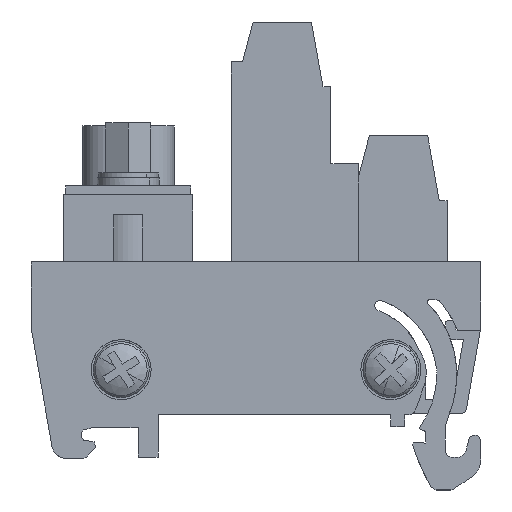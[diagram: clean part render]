
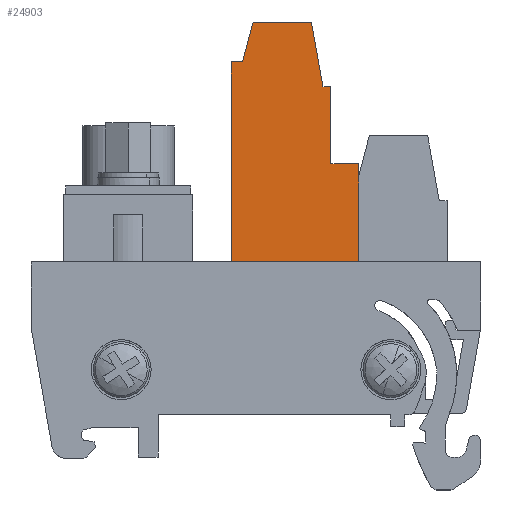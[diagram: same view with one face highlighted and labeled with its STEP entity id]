
A CAD part, left-side view. The second image highlights one B-rep face of the part: STEP entity #24903.
In plain terms, the highlighted planar face has unit normal (-1, 0, 0).
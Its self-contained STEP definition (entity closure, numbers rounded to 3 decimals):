
#24837=AXIS2_PLACEMENT_3D('Plane Axis2P3D',#24834,#24835,#24836) ;
#21183=CARTESIAN_POINT('Vertex',(5.,-20.,21.649)) ;
#21225=CARTESIAN_POINT('Vertex',(5.,-32.79,21.649)) ;
#21228=CARTESIAN_POINT('Line Origine',(5.,-26.395,21.649)) ;
#23762=CARTESIAN_POINT('Line Origine',(5.,-30.,36.499)) ;
#23766=CARTESIAN_POINT('Vertex',(5.,-30.,40.349)) ;
#23768=CARTESIAN_POINT('Vertex',(5.,-30.,32.649)) ;
#24834=CARTESIAN_POINT('Axis2P3D Location',(5.,-20.,21.649)) ;
#24839=CARTESIAN_POINT('Line Origine',(5.,-32.79,27.149)) ;
#24843=CARTESIAN_POINT('Vertex',(5.,-32.79,32.649)) ;
#24846=CARTESIAN_POINT('Line Origine',(5.,-31.395,32.649)) ;
#24851=CARTESIAN_POINT('Line Origine',(5.,-29.6,40.349)) ;
#24855=CARTESIAN_POINT('Vertex',(5.,-29.2,40.349)) ;
#24858=CARTESIAN_POINT('Line Origine',(5.,-28.625,43.599)) ;
#24862=CARTESIAN_POINT('Vertex',(5.,-28.05,46.849)) ;
#24865=CARTESIAN_POINT('Line Origine',(5.,-25.125,46.849)) ;
#24869=CARTESIAN_POINT('Vertex',(5.,-22.2,46.849)) ;
#24872=CARTESIAN_POINT('Line Origine',(5.,-21.675,44.849)) ;
#24876=CARTESIAN_POINT('Vertex',(5.,-21.15,42.849)) ;
#24879=CARTESIAN_POINT('Line Origine',(5.,-20.575,42.849)) ;
#24883=CARTESIAN_POINT('Vertex',(5.,-20.,42.849)) ;
#24886=CARTESIAN_POINT('Line Origine',(5.,-20.,32.249)) ;
#21229=DIRECTION('Vector Direction',(0.,1.,0.)) ;
#23763=DIRECTION('Vector Direction',(0.,0.,-1.)) ;
#24835=DIRECTION('Axis2P3D Direction',(1.,-0.,0.)) ;
#24836=DIRECTION('Axis2P3D XDirection',(0.,0.,-1.)) ;
#24840=DIRECTION('Vector Direction',(0.,0.,1.)) ;
#24847=DIRECTION('Vector Direction',(0.,-1.,0.)) ;
#24852=DIRECTION('Vector Direction',(0.,-1.,0.)) ;
#24859=DIRECTION('Vector Direction',(0.,-0.174,-0.985)) ;
#24866=DIRECTION('Vector Direction',(0.,1.,0.)) ;
#24873=DIRECTION('Vector Direction',(0.,-0.254,0.967)) ;
#24880=DIRECTION('Vector Direction',(0.,-1.,0.)) ;
#24887=DIRECTION('Vector Direction',(0.,0.,1.)) ;
#21230=VECTOR('Line Direction',#21229,1.) ;
#23764=VECTOR('Line Direction',#23763,1.) ;
#24841=VECTOR('Line Direction',#24840,1.) ;
#24848=VECTOR('Line Direction',#24847,1.) ;
#24853=VECTOR('Line Direction',#24852,1.) ;
#24860=VECTOR('Line Direction',#24859,1.) ;
#24867=VECTOR('Line Direction',#24866,1.) ;
#24874=VECTOR('Line Direction',#24873,1.) ;
#24881=VECTOR('Line Direction',#24880,1.) ;
#24888=VECTOR('Line Direction',#24887,1.) ;
#24892=ORIENTED_EDGE('',*,*,#24845,.T.) ;
#24893=ORIENTED_EDGE('',*,*,#24850,.F.) ;
#24894=ORIENTED_EDGE('',*,*,#23770,.F.) ;
#24895=ORIENTED_EDGE('',*,*,#24857,.F.) ;
#24896=ORIENTED_EDGE('',*,*,#24864,.F.) ;
#24897=ORIENTED_EDGE('',*,*,#24871,.T.) ;
#24898=ORIENTED_EDGE('',*,*,#24878,.F.) ;
#24899=ORIENTED_EDGE('',*,*,#24885,.F.) ;
#24900=ORIENTED_EDGE('',*,*,#24890,.F.) ;
#24901=ORIENTED_EDGE('',*,*,#21232,.F.) ;
#24903=ADVANCED_FACE('NONE',(#24902),#24838,.F.) ;
#21232=EDGE_CURVE('',#21226,#21184,#21231,.T.) ;
#23770=EDGE_CURVE('',#23767,#23769,#23765,.T.) ;
#24845=EDGE_CURVE('',#21226,#24844,#24842,.T.) ;
#24850=EDGE_CURVE('',#23769,#24844,#24849,.T.) ;
#24857=EDGE_CURVE('',#24856,#23767,#24854,.T.) ;
#24864=EDGE_CURVE('',#24863,#24856,#24861,.T.) ;
#24871=EDGE_CURVE('',#24863,#24870,#24868,.T.) ;
#24878=EDGE_CURVE('',#24877,#24870,#24875,.T.) ;
#24885=EDGE_CURVE('',#24884,#24877,#24882,.T.) ;
#24890=EDGE_CURVE('',#21184,#24884,#24889,.T.) ;
#24891=EDGE_LOOP('',(#24892,#24893,#24894,#24895,#24896,#24897,#24898,#24899,#24900,#24901)) ;
#24902=FACE_OUTER_BOUND('',#24891,.T.) ;
#21231=LINE('Line',#21228,#21230) ;
#23765=LINE('Line',#23762,#23764) ;
#24842=LINE('Line',#24839,#24841) ;
#24849=LINE('Line',#24846,#24848) ;
#24854=LINE('Line',#24851,#24853) ;
#24861=LINE('Line',#24858,#24860) ;
#24868=LINE('Line',#24865,#24867) ;
#24875=LINE('Line',#24872,#24874) ;
#24882=LINE('Line',#24879,#24881) ;
#24889=LINE('Line',#24886,#24888) ;
#24838=PLANE('',#24837) ;
#21184=VERTEX_POINT('',#21183) ;
#21226=VERTEX_POINT('',#21225) ;
#23767=VERTEX_POINT('',#23766) ;
#23769=VERTEX_POINT('',#23768) ;
#24844=VERTEX_POINT('',#24843) ;
#24856=VERTEX_POINT('',#24855) ;
#24863=VERTEX_POINT('',#24862) ;
#24870=VERTEX_POINT('',#24869) ;
#24877=VERTEX_POINT('',#24876) ;
#24884=VERTEX_POINT('',#24883) ;
